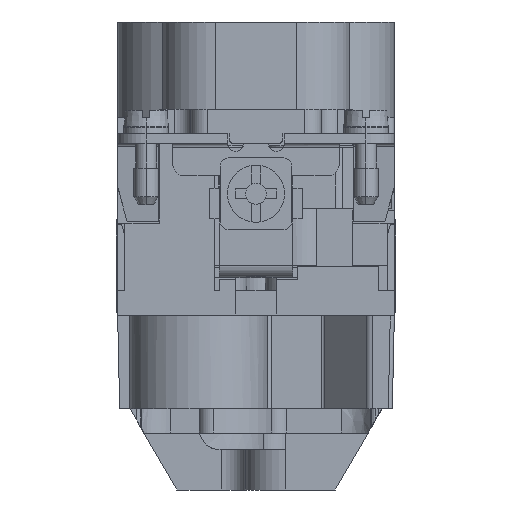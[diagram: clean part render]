
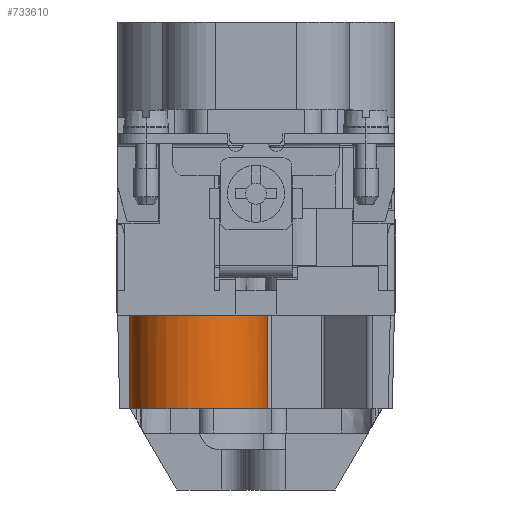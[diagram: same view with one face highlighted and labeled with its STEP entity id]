
A CAD part, left-side view. The second image highlights one B-rep face of the part: STEP entity #733610.
In plain terms, the highlighted cylindrical face has radius 8.5 mm (diameter 17 mm), a partial arc.
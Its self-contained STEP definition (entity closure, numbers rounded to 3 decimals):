
#86200=CARTESIAN_POINT('',(94.301,56.903,35.8));
#86210=VERTEX_POINT('',#86200);
#86240=CARTESIAN_POINT('',(94.301,56.903,18.));
#86250=DIRECTION('',(0.,0.,-1.));
#86260=VECTOR('',#86250,1.);
#86270=LINE('',#86240,#86260);
#86280=CARTESIAN_POINT('',(94.301,56.903,17.7));
#86290=VERTEX_POINT('',#86280);
#86300=EDGE_CURVE('',#86210,#86290,#86270,.T.);
#148540=CARTESIAN_POINT('',(86.751,62.659,28.5));
#148550=VERTEX_POINT('',#148540);
#148580=CARTESIAN_POINT('',(86.751,62.659,18.));
#148590=DIRECTION('',(0.,0.,-1.));
#148600=VECTOR('',#148590,1.);
#148610=LINE('',#148580,#148600);
#148620=CARTESIAN_POINT('',(86.751,62.659,50.3));
#148630=VERTEX_POINT('',#148620);
#148640=EDGE_CURVE('',#148630,#148550,#148610,.T.);
#427770=CARTESIAN_POINT('',(86.251,54.174,50.3));
#427780=DIRECTION('',(0.,0.,1.));
#427790=DIRECTION('',(-1.,0.,0.));
#427800=AXIS2_PLACEMENT_3D('',#427770,#427780,#427790);
#427810=CIRCLE('',#427800,8.5);
#427820=CARTESIAN_POINT('',(94.75,54.109,
50.3));
#427830=VERTEX_POINT('',#427820);
#427840=EDGE_CURVE('',#427830,#148630,#427810,.T.);
#462030=CARTESIAN_POINT('',(88.026,45.861,
50.3));
#462040=VERTEX_POINT('',#462030);
#462070=CARTESIAN_POINT('',(87.667,45.793,50.3));
#462080=VERTEX_POINT('',#462070);
#462090=EDGE_CURVE('',#462080,#462040,#427810,.T.);
#512330=CARTESIAN_POINT('',(86.251,54.174,50.3));
#512340=DIRECTION('',(0.,0.,-1.));
#512350=DIRECTION('',(-1.,0.,0.));
#512360=AXIS2_PLACEMENT_3D('',#512330,#512340,#512350);
#512370=CIRCLE('',#512360,8.5);
#512380=EDGE_CURVE('',#427830,#462040,#512370,.T.);
#713630=CARTESIAN_POINT('',(82.101,61.592,17.7));
#713640=VERTEX_POINT('',#713630);
#713670=CARTESIAN_POINT('',(82.101,61.592,18.));
#713680=DIRECTION('',(0.,0.,-1.));
#713690=VECTOR('',#713680,1.);
#713700=LINE('',#713670,#713690);
#713710=CARTESIAN_POINT('',(82.101,61.592,28.5));
#713720=VERTEX_POINT('',#713710);
#713730=EDGE_CURVE('',#713720,#713640,#713700,.T.);
#715040=CARTESIAN_POINT('',(86.251,54.174,17.7));
#715050=DIRECTION('',(0.,0.,-1.));
#715060=DIRECTION('',(-1.,0.,0.));
#715070=AXIS2_PLACEMENT_3D('',#715040,#715050,#715060);
#715080=CIRCLE('',#715070,8.5);
#715090=EDGE_CURVE('',#713640,#86290,#715080,.T.);
#724840=CARTESIAN_POINT('',(87.667,45.793,18.2));
#724850=VERTEX_POINT('',#724840);
#724880=CARTESIAN_POINT('',(86.251,54.174,18.2));
#724890=DIRECTION('',(0.,0.,-1.));
#724900=DIRECTION('',(-1.,0.,0.));
#724910=AXIS2_PLACEMENT_3D('',#724880,#724890,#724900);
#724920=CIRCLE('',#724910,8.5);
#724930=CARTESIAN_POINT('',(92.201,48.104,18.2));
#724940=VERTEX_POINT('',#724930);
#724950=EDGE_CURVE('',#724940,#724850,#724920,.T.);
#732490=CARTESIAN_POINT('',(86.251,54.174,28.5));
#732500=DIRECTION('',(0.,0.,-1.));
#732510=DIRECTION('',(-1.,0.,0.));
#732520=AXIS2_PLACEMENT_3D('',#732490,#732500,#732510);
#732530=CIRCLE('',#732520,8.5);
#732540=EDGE_CURVE('',#713720,#148550,#732530,.T.);
#733240=CARTESIAN_POINT('',(86.251,54.174,18.));
#733250=DIRECTION('',(0.,0.,-1.));
#733260=DIRECTION('',(-1.,0.,0.));
#733270=AXIS2_PLACEMENT_3D('',#733240,#733250,#733260);
#733280=CYLINDRICAL_SURFACE('',#733270,8.5);
#733290=CARTESIAN_POINT('',(86.251,54.174,35.8));
#733300=DIRECTION('',(0.,0.,-1.));
#733310=DIRECTION('',(-1.,0.,0.));
#733320=AXIS2_PLACEMENT_3D('',#733290,#733300,#733310);
#733330=CIRCLE('',#733320,8.5);
#733340=CARTESIAN_POINT('',(92.201,48.104,35.8));
#733350=VERTEX_POINT('',#733340);
#733360=EDGE_CURVE('',#86210,#733350,#733330,.T.);
#733370=ORIENTED_EDGE('',*,*,#733360,.F.);
#733380=CARTESIAN_POINT('',(92.201,48.104,18.));
#733390=DIRECTION('',(0.,0.,-1.));
#733400=VECTOR('',#733390,1.);
#733410=LINE('',#733380,#733400);
#733420=EDGE_CURVE('',#733350,#724940,#733410,.T.);
#733430=ORIENTED_EDGE('',*,*,#733420,.F.);
#733440=ORIENTED_EDGE('',*,*,#724950,.F.);
#733450=CARTESIAN_POINT('',(87.667,45.793,18.));
#733460=DIRECTION('',(0.,0.,-1.));
#733470=VECTOR('',#733460,1.);
#733480=LINE('',#733450,#733470);
#733490=EDGE_CURVE('',#462080,#724850,#733480,.T.);
#733500=ORIENTED_EDGE('',*,*,#733490,.T.);
#733510=ORIENTED_EDGE('',*,*,#462090,.F.);
#733520=ORIENTED_EDGE('',*,*,#512380,.T.);
#733530=ORIENTED_EDGE('',*,*,#427840,.F.);
#733540=ORIENTED_EDGE('',*,*,#148640,.F.);
#733550=ORIENTED_EDGE('',*,*,#732540,.T.);
#733560=ORIENTED_EDGE('',*,*,#713730,.F.);
#733570=ORIENTED_EDGE('',*,*,#715090,.F.);
#733580=ORIENTED_EDGE('',*,*,#86300,.T.);
#733590=EDGE_LOOP('',(#733580,#733570,#733560,#733550,#733540,#733530,
#733520,#733510,#733500,#733440,#733430,#733370));
#733600=FACE_OUTER_BOUND('',#733590,.T.);
#733610=ADVANCED_FACE('',(#733600),#733280,.T.);
